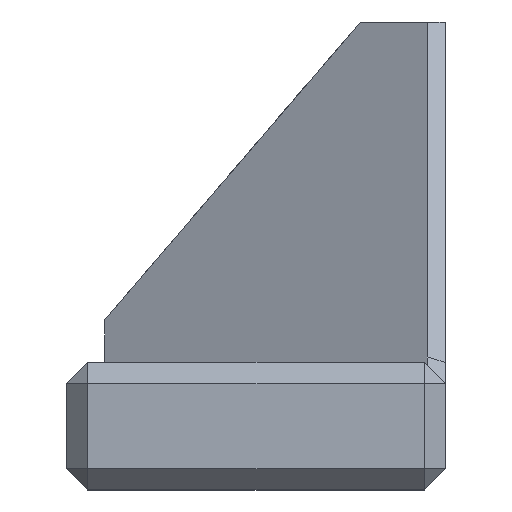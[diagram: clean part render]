
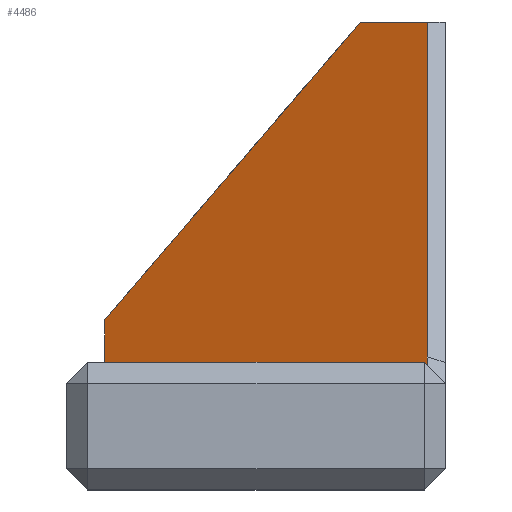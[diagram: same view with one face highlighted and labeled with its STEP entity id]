
A CAD part, left-side view. The second image highlights one B-rep face of the part: STEP entity #4486.
In plain terms, the highlighted planar face has unit normal (-0.707, 0.537, 0.46).
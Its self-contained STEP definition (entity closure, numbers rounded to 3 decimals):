
#72 = PLANE('',#73);
#73 = AXIS2_PLACEMENT_3D('',#74,#75,#76);
#74 = CARTESIAN_POINT('',(50.,10.5,3.));
#75 = DIRECTION('',(0.,0.,1.));
#76 = DIRECTION('',(1.,0.,0.));
#516 = VERTEX_POINT('',#517);
#517 = CARTESIAN_POINT('',(13.655,6.5,3.));
#531 = PLANE('',#532);
#532 = AXIS2_PLACEMENT_3D('',#533,#534,#535);
#533 = CARTESIAN_POINT('',(13.275,6.25,2.75));
#534 = DIRECTION('',(0.,0.707,-0.707));
#535 = DIRECTION('',(1.,0.,0.));
#543 = EDGE_CURVE('',#516,#544,#546,.T.);
#544 = VERTEX_POINT('',#545);
#545 = CARTESIAN_POINT('',(19.349,14.,3.));
#546 = SURFACE_CURVE('',#547,(#551,#558),.PCURVE_S1.);
#547 = LINE('',#548,#549);
#548 = CARTESIAN_POINT('',(22.882,18.653,3.));
#549 = VECTOR('',#550,1.);
#550 = DIRECTION('',(0.605,0.796,0.));
#551 = PCURVE('',#72,#552);
#552 = DEFINITIONAL_REPRESENTATION('',(#553),#557);
#553 = LINE('',#554,#555);
#554 = CARTESIAN_POINT('',(-27.118,8.153));
#555 = VECTOR('',#556,1.);
#556 = DIRECTION('',(0.605,0.796));
#557 = ( GEOMETRIC_REPRESENTATION_CONTEXT(2) 
PARAMETRIC_REPRESENTATION_CONTEXT() REPRESENTATION_CONTEXT('2D SPACE',''
  ) );
#558 = PCURVE('',#559,#564);
#559 = PLANE('',#560);
#560 = AXIS2_PLACEMENT_3D('',#561,#562,#563);
#561 = CARTESIAN_POINT('',(18.388,9.629,6.623
    ));
#562 = DIRECTION('',(0.707,-0.537,-0.46));
#563 = DIRECTION('',(0.537,0.831,-0.145));
#564 = DEFINITIONAL_REPRESENTATION('',(#565),#569);
#565 = LINE('',#566,#567);
#566 = CARTESIAN_POINT('',(10.438,-2.412));
#567 = VECTOR('',#568,1.);
#568 = DIRECTION('',(0.987,0.163));
#569 = ( GEOMETRIC_REPRESENTATION_CONTEXT(2) 
PARAMETRIC_REPRESENTATION_CONTEXT() REPRESENTATION_CONTEXT('2D SPACE',''
  ) );
#587 = PLANE('',#588);
#588 = AXIS2_PLACEMENT_3D('',#589,#590,#591);
#589 = CARTESIAN_POINT('',(20.,14.,3.));
#590 = DIRECTION('',(0.,-1.,0.));
#591 = DIRECTION('',(0.,0.,1.));
#3782 = PLANE('',#3783);
#3783 = AXIS2_PLACEMENT_3D('',#3784,#3785,#3786);
#3784 = CARTESIAN_POINT('',(13.597,6.211,
    2.79));
#3785 = DIRECTION('',(-0.735,-0.481,0.478));
#3786 = DIRECTION('',(-0.545,0.,-0.838
    ));
#4232 = PLANE('',#4233);
#4233 = AXIS2_PLACEMENT_3D('',#4234,#4235,#4236);
#4234 = CARTESIAN_POINT('',(20.,6.,11.));
#4235 = DIRECTION('',(0.,0.,1.));
#4236 = DIRECTION('',(0.,1.,0.));
#4332 = PLANE('',#4333);
#4333 = AXIS2_PLACEMENT_3D('',#4334,#4335,#4336);
#4334 = CARTESIAN_POINT('',(20.,8.,11.));
#4335 = DIRECTION('',(0.,0.759,0.651)
  );
#4336 = DIRECTION('',(0.,0.651,-0.759)
  );
#4347 = EDGE_CURVE('',#516,#4348,#4350,.T.);
#4348 = VERTEX_POINT('',#4349);
#4349 = CARTESIAN_POINT('',(13.545,6.422,
    2.922));
#4350 = SURFACE_CURVE('',#4351,(#4355,#4362),.PCURVE_S1.);
#4351 = LINE('',#4352,#4353);
#4352 = CARTESIAN_POINT('',(15.845,8.053,4.553
    ));
#4353 = VECTOR('',#4354,1.);
#4354 = DIRECTION('',(-0.706,-0.501,-0.501));
#4355 = PCURVE('',#531,#4356);
#4356 = DEFINITIONAL_REPRESENTATION('',(#4357),#4361);
#4357 = LINE('',#4358,#4359);
#4358 = CARTESIAN_POINT('',(2.57,-2.551));
#4359 = VECTOR('',#4360,1.);
#4360 = DIRECTION('',(-0.706,0.708));
#4361 = ( GEOMETRIC_REPRESENTATION_CONTEXT(2) 
PARAMETRIC_REPRESENTATION_CONTEXT() REPRESENTATION_CONTEXT('2D SPACE',''
  ) );
#4362 = PCURVE('',#559,#4363);
#4363 = DEFINITIONAL_REPRESENTATION('',(#4364),#4368);
#4364 = LINE('',#4365,#4366);
#4365 = CARTESIAN_POINT('',(-2.375,-2.755));
#4366 = VECTOR('',#4367,1.);
#4367 = DIRECTION('',(-0.723,-0.691));
#4368 = ( GEOMETRIC_REPRESENTATION_CONTEXT(2) 
PARAMETRIC_REPRESENTATION_CONTEXT() REPRESENTATION_CONTEXT('2D SPACE',''
  ) );
#4444 = VERTEX_POINT('',#4445);
#4445 = CARTESIAN_POINT('',(20.,14.,4.));
#4466 = EDGE_CURVE('',#544,#4444,#4467,.T.);
#4467 = SURFACE_CURVE('',#4468,(#4472,#4479),.PCURVE_S1.);
#4468 = LINE('',#4469,#4470);
#4469 = CARTESIAN_POINT('',(20.131,14.,4.202));
#4470 = VECTOR('',#4471,1.);
#4471 = DIRECTION('',(0.545,0.,0.838));
#4472 = PCURVE('',#587,#4473);
#4473 = DEFINITIONAL_REPRESENTATION('',(#4474),#4478);
#4474 = LINE('',#4475,#4476);
#4475 = CARTESIAN_POINT('',(1.202,-0.131));
#4476 = VECTOR('',#4477,1.);
#4477 = DIRECTION('',(0.838,-0.545));
#4478 = ( GEOMETRIC_REPRESENTATION_CONTEXT(2) 
PARAMETRIC_REPRESENTATION_CONTEXT() REPRESENTATION_CONTEXT('2D SPACE',''
  ) );
#4479 = PCURVE('',#559,#4480);
#4480 = DEFINITIONAL_REPRESENTATION('',(#4481),#4485);
#4481 = LINE('',#4482,#4483);
#4482 = CARTESIAN_POINT('',(4.919,-1.952));
#4483 = VECTOR('',#4484,1.);
#4484 = DIRECTION('',(0.172,0.985));
#4485 = ( GEOMETRIC_REPRESENTATION_CONTEXT(2) 
PARAMETRIC_REPRESENTATION_CONTEXT() REPRESENTATION_CONTEXT('2D SPACE',''
  ) );
#4486 = ADVANCED_FACE('',(#4487),#559,.F.);
#4487 = FACE_BOUND('',#4488,.F.);
#4488 = EDGE_LOOP('',(#4489,#4514,#4542,#4563,#4564,#4565,#4566));
#4489 = ORIENTED_EDGE('',*,*,#4490,.F.);
#4490 = EDGE_CURVE('',#4491,#4493,#4495,.T.);
#4491 = VERTEX_POINT('',#4492);
#4492 = CARTESIAN_POINT('',(18.802,6.422,11.));
#4493 = VERTEX_POINT('',#4494);
#4494 = CARTESIAN_POINT('',(20.,8.,11.));
#4495 = SURFACE_CURVE('',#4496,(#4500,#4507),.PCURVE_S1.);
#4496 = LINE('',#4497,#4498);
#4497 = CARTESIAN_POINT('',(19.616,7.494,11.));
#4498 = VECTOR('',#4499,1.);
#4499 = DIRECTION('',(0.605,0.796,0.)
  );
#4500 = PCURVE('',#559,#4501);
#4501 = DEFINITIONAL_REPRESENTATION('',(#4502),#4506);
#4502 = LINE('',#4503,#4504);
#4503 = CARTESIAN_POINT('',(-1.749,4.708));
#4504 = VECTOR('',#4505,1.);
#4505 = DIRECTION('',(0.987,0.163));
#4506 = ( GEOMETRIC_REPRESENTATION_CONTEXT(2) 
PARAMETRIC_REPRESENTATION_CONTEXT() REPRESENTATION_CONTEXT('2D SPACE',''
  ) );
#4507 = PCURVE('',#4232,#4508);
#4508 = DEFINITIONAL_REPRESENTATION('',(#4509),#4513);
#4509 = LINE('',#4510,#4511);
#4510 = CARTESIAN_POINT('',(1.494,0.384));
#4511 = VECTOR('',#4512,1.);
#4512 = DIRECTION('',(0.796,-0.605));
#4513 = ( GEOMETRIC_REPRESENTATION_CONTEXT(2) 
PARAMETRIC_REPRESENTATION_CONTEXT() REPRESENTATION_CONTEXT('2D SPACE',''
  ) );
#4514 = ORIENTED_EDGE('',*,*,#4515,.T.);
#4515 = EDGE_CURVE('',#4491,#4516,#4518,.T.);
#4516 = VERTEX_POINT('',#4517);
#4517 = CARTESIAN_POINT('',(13.678,6.422,
    3.126));
#4518 = SURFACE_CURVE('',#4519,(#4523,#4530),.PCURVE_S1.);
#4519 = LINE('',#4520,#4521);
#4520 = CARTESIAN_POINT('',(18.706,6.422,
    10.854));
#4521 = VECTOR('',#4522,1.);
#4522 = DIRECTION('',(-0.545,0.,-0.838
    ));
#4523 = PCURVE('',#559,#4524);
#4524 = DEFINITIONAL_REPRESENTATION('',(#4525),#4529);
#4525 = LINE('',#4526,#4527);
#4526 = CARTESIAN_POINT('',(-3.107,4.316));
#4527 = VECTOR('',#4528,1.);
#4528 = DIRECTION('',(-0.172,-0.985));
#4529 = ( GEOMETRIC_REPRESENTATION_CONTEXT(2) 
PARAMETRIC_REPRESENTATION_CONTEXT() REPRESENTATION_CONTEXT('2D SPACE',''
  ) );
#4530 = PCURVE('',#4531,#4536);
#4531 = PLANE('',#4532);
#4532 = AXIS2_PLACEMENT_3D('',#4533,#4534,#4535);
#4533 = CARTESIAN_POINT('',(18.804,6.211,
    10.79));
#4534 = DIRECTION('',(-0.735,-0.481,0.478));
#4535 = DIRECTION('',(-0.545,0.,
    -0.838));
#4536 = DEFINITIONAL_REPRESENTATION('',(#4537),#4541);
#4537 = LINE('',#4538,#4539);
#4538 = CARTESIAN_POINT('',(0.,-0.241));
#4539 = VECTOR('',#4540,1.);
#4540 = DIRECTION('',(1.,0.));
#4541 = ( GEOMETRIC_REPRESENTATION_CONTEXT(2) 
PARAMETRIC_REPRESENTATION_CONTEXT() REPRESENTATION_CONTEXT('2D SPACE',''
  ) );
#4542 = ORIENTED_EDGE('',*,*,#4543,.T.);
#4543 = EDGE_CURVE('',#4516,#4348,#4544,.T.);
#4544 = SURFACE_CURVE('',#4545,(#4549,#4556),.PCURVE_S1.);
#4545 = LINE('',#4546,#4547);
#4546 = CARTESIAN_POINT('',(13.5,6.422,2.854
    ));
#4547 = VECTOR('',#4548,1.);
#4548 = DIRECTION('',(-0.545,0.,-0.838));
#4549 = PCURVE('',#559,#4550);
#4550 = DEFINITIONAL_REPRESENTATION('',(#4551),#4555);
#4551 = LINE('',#4552,#4553);
#4552 = CARTESIAN_POINT('',(-4.744,-5.087));
#4553 = VECTOR('',#4554,1.);
#4554 = DIRECTION('',(-0.172,-0.985));
#4555 = ( GEOMETRIC_REPRESENTATION_CONTEXT(2) 
PARAMETRIC_REPRESENTATION_CONTEXT() REPRESENTATION_CONTEXT('2D SPACE',''
  ) );
#4556 = PCURVE('',#3782,#4557);
#4557 = DEFINITIONAL_REPRESENTATION('',(#4558),#4562);
#4558 = LINE('',#4559,#4560);
#4559 = CARTESIAN_POINT('',(0.,-0.241));
#4560 = VECTOR('',#4561,1.);
#4561 = DIRECTION('',(1.,0.));
#4562 = ( GEOMETRIC_REPRESENTATION_CONTEXT(2) 
PARAMETRIC_REPRESENTATION_CONTEXT() REPRESENTATION_CONTEXT('2D SPACE',''
  ) );
#4563 = ORIENTED_EDGE('',*,*,#4347,.F.);
#4564 = ORIENTED_EDGE('',*,*,#543,.T.);
#4565 = ORIENTED_EDGE('',*,*,#4466,.T.);
#4566 = ORIENTED_EDGE('',*,*,#4567,.F.);
#4567 = EDGE_CURVE('',#4493,#4444,#4568,.T.);
#4568 = SURFACE_CURVE('',#4569,(#4573,#4580),.PCURVE_S1.);
#4569 = LINE('',#4570,#4571);
#4570 = CARTESIAN_POINT('',(20.,9.426,9.336));
#4571 = VECTOR('',#4572,1.);
#4572 = DIRECTION('',(0.,0.651,-0.759)
  );
#4573 = PCURVE('',#559,#4574);
#4574 = DEFINITIONAL_REPRESENTATION('',(#4575),#4579);
#4575 = LINE('',#4576,#4577);
#4576 = CARTESIAN_POINT('',(0.304,3.147));
#4577 = VECTOR('',#4578,1.);
#4578 = DIRECTION('',(0.651,-0.759));
#4579 = ( GEOMETRIC_REPRESENTATION_CONTEXT(2) 
PARAMETRIC_REPRESENTATION_CONTEXT() REPRESENTATION_CONTEXT('2D SPACE',''
  ) );
#4580 = PCURVE('',#4332,#4581);
#4581 = DEFINITIONAL_REPRESENTATION('',(#4582),#4586);
#4582 = LINE('',#4583,#4584);
#4583 = CARTESIAN_POINT('',(2.191,0.));
#4584 = VECTOR('',#4585,1.);
#4585 = DIRECTION('',(1.,0.));
#4586 = ( GEOMETRIC_REPRESENTATION_CONTEXT(2) 
PARAMETRIC_REPRESENTATION_CONTEXT() REPRESENTATION_CONTEXT('2D SPACE',''
  ) );
